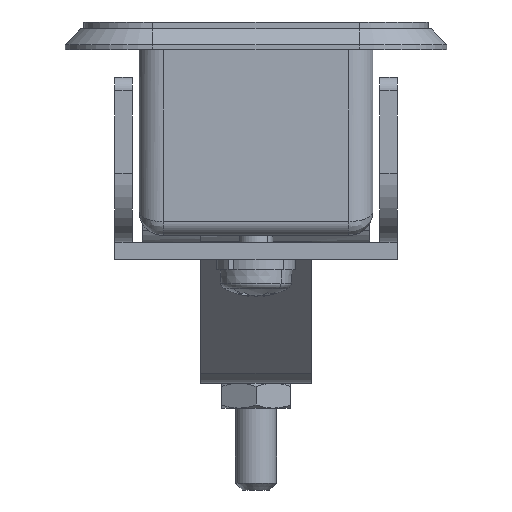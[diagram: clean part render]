
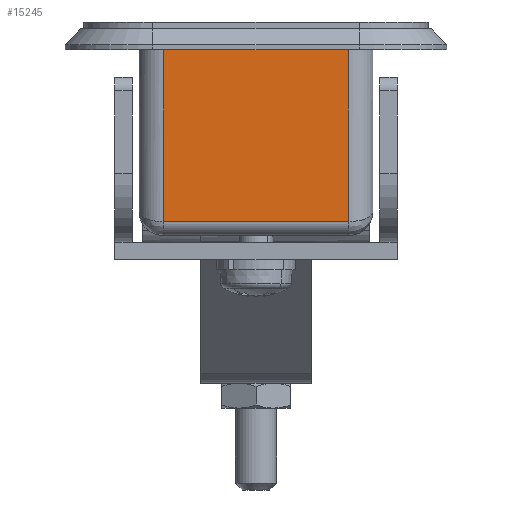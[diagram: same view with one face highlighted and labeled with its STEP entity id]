
A CAD part, front view. The second image highlights one B-rep face of the part: STEP entity #15245.
In plain terms, the highlighted planar face has unit normal (0, -1, 0).
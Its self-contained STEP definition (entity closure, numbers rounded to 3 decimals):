
#322 = DIRECTION ( 'NONE',  ( 0., 0., 1. ) ) ;
#740 = VECTOR ( 'NONE', #14881, 1000. ) ;
#977 = DIRECTION ( 'NONE',  ( 0., 0., 1. ) ) ;
#1035 = LINE ( 'NONE', #16691, #740 ) ;
#1248 = EDGE_CURVE ( 'NONE', #5521, #6035, #16094, .T. ) ;
#1887 = ORIENTED_EDGE ( 'NONE', *, *, #16763, .T. ) ;
#2075 = CARTESIAN_POINT ( 'NONE',  ( 13.5, -78., -28. ) ) ;
#2748 = DIRECTION ( 'NONE',  ( 0., 1., 0. ) ) ;
#2939 = DIRECTION ( 'NONE',  ( -1., 0., 0. ) ) ;
#3064 = ORIENTED_EDGE ( 'NONE', *, *, #1248, .T. ) ;
#3101 = VERTEX_POINT ( 'NONE', #6410 ) ;
#3848 = LINE ( 'NONE', #2075, #15994 ) ;
#4543 = CARTESIAN_POINT ( 'NONE',  ( 17., -78., -28. ) ) ;
#4654 = ORIENTED_EDGE ( 'NONE', *, *, #9828, .T. ) ;
#4717 = CARTESIAN_POINT ( 'NONE',  ( 17., -78., 0. ) ) ;
#5521 = VERTEX_POINT ( 'NONE', #12573 ) ;
#6035 = VERTEX_POINT ( 'NONE', #13712 ) ;
#6319 = PLANE ( 'NONE',  #17369 ) ;
#6410 = CARTESIAN_POINT ( 'NONE',  ( 13.5, -78., -26. ) ) ;
#6492 = LINE ( 'NONE', #4717, #10847 ) ;
#8504 = VECTOR ( 'NONE', #12511, 1000. ) ;
#9828 = EDGE_CURVE ( 'NONE', #3101, #16471, #3848, .T. ) ;
#10847 = VECTOR ( 'NONE', #2939, 1000. ) ;
#11027 = CARTESIAN_POINT ( 'NONE',  ( 13.5, -78., 0. ) ) ;
#12511 = DIRECTION ( 'NONE',  ( 0., 0., -1. ) ) ;
#12573 = CARTESIAN_POINT ( 'NONE',  ( -13.5, -78., 0. ) ) ;
#13019 = ORIENTED_EDGE ( 'NONE', *, *, #16443, .T. ) ;
#13712 = CARTESIAN_POINT ( 'NONE',  ( -13.5, -78., -26. ) ) ;
#14288 = CARTESIAN_POINT ( 'NONE',  ( -13.5, -78., -28. ) ) ;
#14752 = EDGE_LOOP ( 'NONE', ( #13019, #3064, #1887, #4654 ) ) ;
#14881 = DIRECTION ( 'NONE',  ( 1., 0., 0. ) ) ;
#15245 = ADVANCED_FACE ( 'NONE', ( #15539 ), #6319, .F. ) ;
#15539 = FACE_OUTER_BOUND ( 'NONE', #14752, .T. ) ;
#15994 = VECTOR ( 'NONE', #322, 1000. ) ;
#16094 = LINE ( 'NONE', #14288, #8504 ) ;
#16443 = EDGE_CURVE ( 'NONE', #16471, #5521, #6492, .T. ) ;
#16471 = VERTEX_POINT ( 'NONE', #11027 ) ;
#16691 = CARTESIAN_POINT ( 'NONE',  ( 17., -78., -26. ) ) ;
#16763 = EDGE_CURVE ( 'NONE', #6035, #3101, #1035, .T. ) ;
#17369 = AXIS2_PLACEMENT_3D ( 'NONE', #4543, #2748, #977 ) ;
